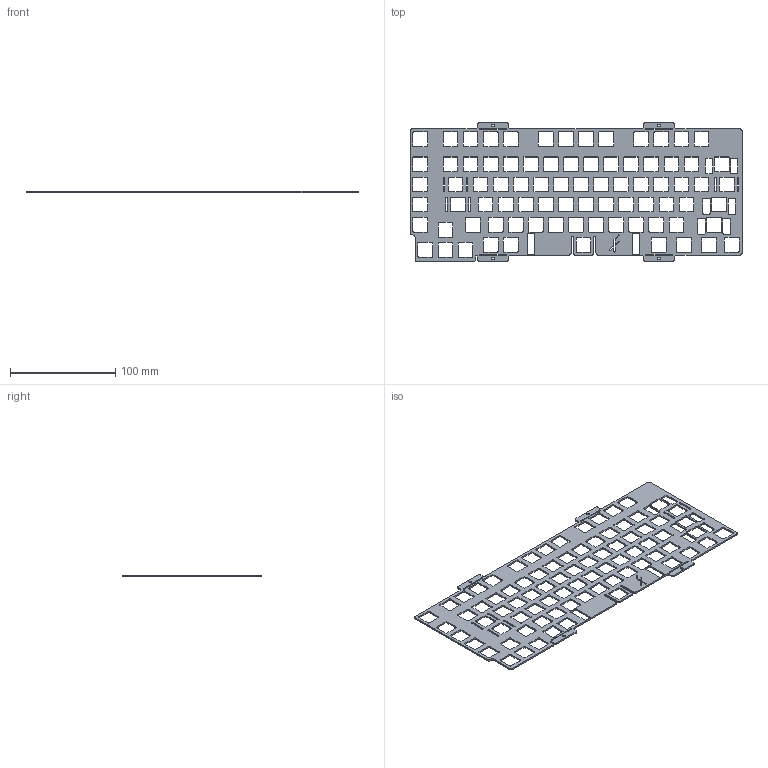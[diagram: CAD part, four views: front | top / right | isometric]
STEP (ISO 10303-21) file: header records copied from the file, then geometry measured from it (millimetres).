
FILE_DESCRIPTION(/* description */ (''),/* implementation_level */ '2;1');
FILE_NAME(/* name */ 'G75_Plate_V5.step',/* time_stamp */ '2022-09-08T09:43:12+02:00',/* author */ (''),/* organization */ (''),/* preprocessor_version */ 'ST-DEVELOPER v19',/* originating_system */ 'Autodesk Translation Framework v11.7.0.108',/* authorisation */ '');
FILE_SCHEMA (('AUTOMOTIVE_DESIGN { 1 0 10303 214 3 1 1 }'));
Length unit declared in the file: millimetre
Products named in the file (1): Plate (1)
Bounding box: 314.88 x 131.61 x 1.5 mm (x, y, z)
Volume: 32265.9 mm3; surface area: 52456.4 mm2
Topology: 1 solids, 1 shells, 854 faces, 2556 edges, 1704 vertices
Faces by surface type: plane 429, cylinder 425
Full cylindrical faces by diameter (mm): 2.5 x4
Entity records: 29446 total; most frequent: DIRECTION 5116, CARTESIAN_POINT 5115, ORIENTED_EDGE 5112, EDGE_CURVE 2556, LINE 1706, VECTOR 1706, AXIS2_PLACEMENT_3D 1705, VERTEX_POINT 1704
